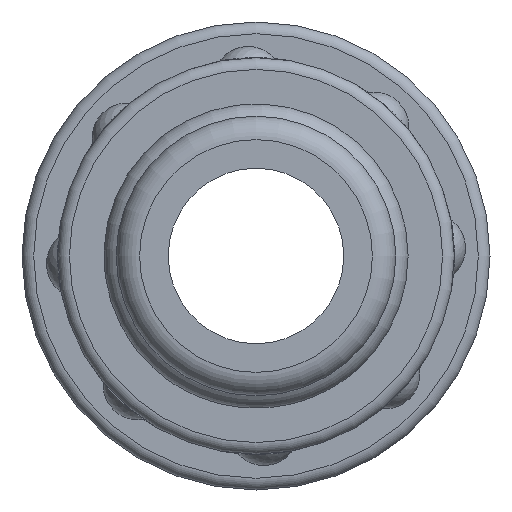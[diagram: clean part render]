
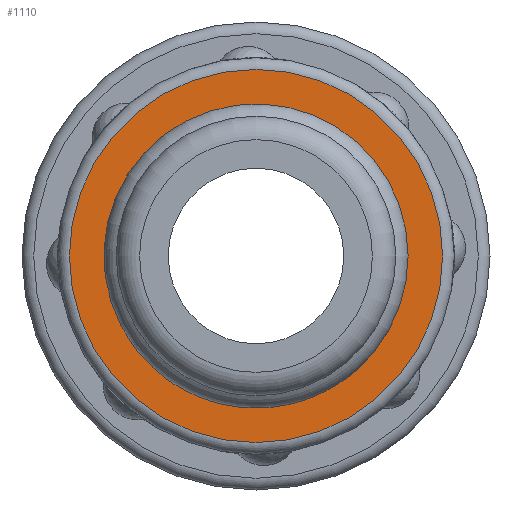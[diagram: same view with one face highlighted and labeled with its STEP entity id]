
A CAD part, left-side view. The second image highlights one B-rep face of the part: STEP entity #1110.
In plain terms, the highlighted planar face has unit normal (-1, 0, 0).
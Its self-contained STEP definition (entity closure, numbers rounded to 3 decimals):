
#65=FACE_BOUND('',#210,.T.);
#80=PLANE('',#1245);
#124=FACE_OUTER_BOUND('',#209,.T.);
#209=EDGE_LOOP('',(#813));
#210=EDGE_LOOP('',(#814));
#373=CIRCLE('',#1187,5.975);
#403=CIRCLE('',#1231,7.975);
#463=VERTEX_POINT('',#1735);
#487=VERTEX_POINT('',#1808);
#563=EDGE_CURVE('',#463,#463,#373,.T.);
#598=EDGE_CURVE('',#487,#487,#403,.T.);
#813=ORIENTED_EDGE('',*,*,#598,.F.);
#814=ORIENTED_EDGE('',*,*,#563,.F.);
#1110=ADVANCED_FACE('',(#124,#65),#80,.T.);
#1187=AXIS2_PLACEMENT_3D('',#1736,#1362,#1363);
#1231=AXIS2_PLACEMENT_3D('',#1809,#1455,#1456);
#1245=AXIS2_PLACEMENT_3D('',#2122,#1486,#1487);
#1362=DIRECTION('center_axis',(-1.,0.,0.));
#1363=DIRECTION('ref_axis',(0.,1.,0.));
#1455=DIRECTION('center_axis',(1.,0.,0.));
#1456=DIRECTION('ref_axis',(0.,0.,
-1.));
#1486=DIRECTION('center_axis',(-1.,0.,0.));
#1487=DIRECTION('ref_axis',(0.,-1.,0.));
#1735=CARTESIAN_POINT('',(8.575,-5.975,0.));
#1736=CARTESIAN_POINT('Origin',(8.575,0.,0.));
#1808=CARTESIAN_POINT('',(8.575,7.975,0.));
#1809=CARTESIAN_POINT('Origin',(8.575,0.,0.));
#2122=CARTESIAN_POINT('Origin',(8.575,0.,
6.75));
